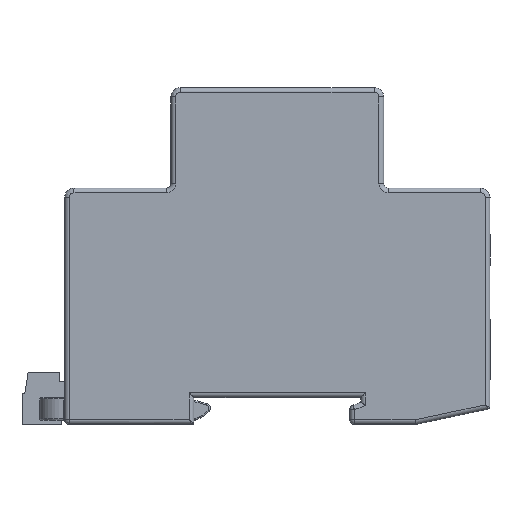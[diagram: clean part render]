
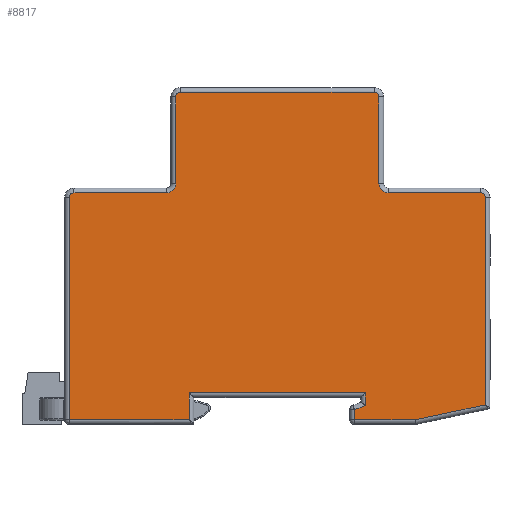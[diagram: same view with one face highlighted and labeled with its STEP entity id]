
A CAD part, front view. The second image highlights one B-rep face of the part: STEP entity #8817.
In plain terms, the highlighted planar face has unit normal (0, -1, 0).
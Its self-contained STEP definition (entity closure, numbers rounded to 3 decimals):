
#3723=CARTESIAN_POINT('',(-18.65,-53.85,-4.7));
#3747=DIRECTION('',(0.,0.,1.));
#3748=VECTOR('',#3747,47.);
#3749=CARTESIAN_POINT('',(-44.,-53.85,-4.7));
#3750=LINE('',#3749,#3748);
#3754=CARTESIAN_POINT('',(-43.,-53.85,42.3));
#3755=DIRECTION('',(0.,1.,0.));
#3756=DIRECTION('',(-1.,0.,0.));
#3757=AXIS2_PLACEMENT_3D('',#3754,#3755,#3756);
#3762=CARTESIAN_POINT('',(-23.5,-53.85,45.3));
#3763=DIRECTION('',(0.,-1.,0.));
#3764=DIRECTION('',(0.,0.,-1.));
#3765=AXIS2_PLACEMENT_3D('',#3762,#3763,#3764);
#3770=CARTESIAN_POINT('',(-20.5,-53.85,
63.582));
#3771=DIRECTION('',(0.,1.,0.));
#3772=DIRECTION('',(-1.,0.,0.));
#3773=AXIS2_PLACEMENT_3D('',#3770,#3771,#3772);
#3778=CARTESIAN_POINT('',(20.5,-53.85,63.582));
#3779=DIRECTION('',(0.,1.,0.));
#3780=DIRECTION('',(0.,0.,1.));
#3781=AXIS2_PLACEMENT_3D('',#3778,#3779,#3780);
#3786=CARTESIAN_POINT('',(23.5,-53.85,45.3));
#3787=DIRECTION('',(0.,-1.,0.));
#3788=DIRECTION('',(-1.,0.,0.));
#3789=AXIS2_PLACEMENT_3D('',#3786,#3787,#3788);
#3794=CARTESIAN_POINT('',(43.,-53.85,42.3));
#3795=DIRECTION('',(0.,1.,0.));
#3796=DIRECTION('',(0.,0.,1.));
#3797=AXIS2_PLACEMENT_3D('',#3794,#3795,#3796);
#3802=DIRECTION('',(0.,0.,-1.));
#3803=VECTOR('',#3802,43.853);
#3804=CARTESIAN_POINT('',(44.,-53.85,42.3));
#3805=LINE('',#3804,#3803);
#3809=DIRECTION('',(-0.978,0.,-0.208));
#3810=VECTOR('',#3809,15.136);
#3811=CARTESIAN_POINT('',(44.,-53.85,
-1.553));
#3812=LINE('',#3811,#3810);
#3816=DIRECTION('',(0.931,0.,0.364));
#3817=VECTOR('',#3816,2.47);
#3818=CARTESIAN_POINT('',(16.35,-53.85,-2.583));
#3819=LINE('',#3818,#3817);
#3823=DIRECTION('',(0.,0.,-1.));
#3824=VECTOR('',#3823,5.7);
#3825=CARTESIAN_POINT('',(-18.65,-53.85,1.));
#3826=LINE('',#3825,#3824);
#3830=DIRECTION('',(-1.,0.,0.));
#3831=VECTOR('',#3830,25.35);
#3832=CARTESIAN_POINT('',(-18.65,-53.85,-4.7));
#3833=LINE('',#3832,#3831);
#3869=DIRECTION('',(-1.,0.,0.));
#3870=VECTOR('',#3869,19.5);
#3871=CARTESIAN_POINT('',(-23.5,-53.85,43.3));
#3872=LINE('',#3871,#3870);
#3907=DIRECTION('',(0.,0.,-1.));
#3908=VECTOR('',#3907,18.282);
#3909=CARTESIAN_POINT('',(-21.5,-53.85,63.582));
#3910=LINE('',#3909,#3908);
#3945=DIRECTION('',(-1.,0.,0.));
#3946=VECTOR('',#3945,41.);
#3947=CARTESIAN_POINT('',(20.5,-53.85,64.582));
#3948=LINE('',#3947,#3946);
#3983=DIRECTION('',(0.,0.,1.));
#3984=VECTOR('',#3983,18.282);
#3985=CARTESIAN_POINT('',(21.5,-53.85,45.3));
#3986=LINE('',#3985,#3984);
#4021=DIRECTION('',(-1.,0.,0.));
#4022=VECTOR('',#4021,19.5);
#4023=CARTESIAN_POINT('',(43.,-53.85,43.3));
#4024=LINE('',#4023,#4022);
#4111=DIRECTION('',(1.,0.,0.));
#4112=VECTOR('',#4111,12.845);
#4113=CARTESIAN_POINT('',(16.35,-53.85,-4.7));
#4114=LINE('',#4113,#4112);
#4161=DIRECTION('',(0.,0.,-1.));
#4162=VECTOR('',#4161,2.117);
#4163=CARTESIAN_POINT('',(16.35,-53.85,-2.583));
#4164=LINE('',#4163,#4162);
#4226=DIRECTION('',(0.,0.,-1.));
#4227=VECTOR('',#4226,2.683);
#4228=CARTESIAN_POINT('',(18.65,-53.85,1.));
#4229=LINE('',#4228,#4227);
#4245=DIRECTION('',(1.,0.,0.));
#4246=VECTOR('',#4245,37.3);
#4247=CARTESIAN_POINT('',(-18.65,-53.85,1.));
#4248=LINE('',#4247,#4246);
#5388=CARTESIAN_POINT('',(-44.,-53.85,42.3));
#5390=VERTEX_POINT('',#5388);
#5394=CARTESIAN_POINT('',(-43.,-53.85,43.3));
#5395=VERTEX_POINT('',#5394);
#5434=VERTEX_POINT('',#3723);
#5435=CARTESIAN_POINT('',(16.35,-53.85,-2.583));
#5436=CARTESIAN_POINT('',(16.35,-53.85,-4.7));
#5437=VERTEX_POINT('',#5435);
#5438=VERTEX_POINT('',#5436);
#5439=CARTESIAN_POINT('',(18.65,-53.85,-1.683));
#5440=VERTEX_POINT('',#5439);
#5441=CARTESIAN_POINT('',(18.65,-53.85,1.));
#5442=VERTEX_POINT('',#5441);
#5443=CARTESIAN_POINT('',(-18.65,-53.85,1.));
#5444=VERTEX_POINT('',#5443);
#5445=CARTESIAN_POINT('',(-23.5,-53.85,43.3));
#5446=VERTEX_POINT('',#5445);
#5447=CARTESIAN_POINT('',(-21.5,-53.85,45.3));
#5448=VERTEX_POINT('',#5447);
#5449=CARTESIAN_POINT('',(-21.5,-53.85,63.582));
#5450=VERTEX_POINT('',#5449);
#5451=CARTESIAN_POINT('',(-20.5,-53.85,64.582));
#5452=VERTEX_POINT('',#5451);
#5453=CARTESIAN_POINT('',(20.5,-53.85,64.582));
#5454=VERTEX_POINT('',#5453);
#5455=CARTESIAN_POINT('',(21.5,-53.85,63.582));
#5456=VERTEX_POINT('',#5455);
#5457=CARTESIAN_POINT('',(21.5,-53.85,45.3));
#5458=VERTEX_POINT('',#5457);
#5459=CARTESIAN_POINT('',(23.5,-53.85,43.3));
#5460=VERTEX_POINT('',#5459);
#5461=CARTESIAN_POINT('',(43.,-53.85,43.3));
#5462=VERTEX_POINT('',#5461);
#5463=CARTESIAN_POINT('',(44.,-53.85,42.3));
#5464=VERTEX_POINT('',#5463);
#5465=CARTESIAN_POINT('',(44.,-53.85,
-1.553));
#5466=VERTEX_POINT('',#5465);
#5467=CARTESIAN_POINT('',(29.195,-53.85,-4.7));
#5468=VERTEX_POINT('',#5467);
#5531=CARTESIAN_POINT('',(-44.,-53.85,-4.7));
#5533=VERTEX_POINT('',#5531);
#8769=CARTESIAN_POINT('',(0.,-53.85,0.));
#8770=DIRECTION('',(0.,1.,0.));
#8771=DIRECTION('',(-1.,0.,0.));
#8772=AXIS2_PLACEMENT_3D('',#8769,#8770,#8771);
#8773=PLANE('',#8772);
#8775=ORIENTED_EDGE('',*,*,#8774,.T.);
#8777=ORIENTED_EDGE('',*,*,#8776,.T.);
#8779=ORIENTED_EDGE('',*,*,#8778,.F.);
#8781=ORIENTED_EDGE('',*,*,#8780,.T.);
#8783=ORIENTED_EDGE('',*,*,#8782,.F.);
#8785=ORIENTED_EDGE('',*,*,#8784,.T.);
#8787=ORIENTED_EDGE('',*,*,#8786,.F.);
#8789=ORIENTED_EDGE('',*,*,#8788,.T.);
#8791=ORIENTED_EDGE('',*,*,#8790,.F.);
#8793=ORIENTED_EDGE('',*,*,#8792,.T.);
#8795=ORIENTED_EDGE('',*,*,#8794,.F.);
#8797=ORIENTED_EDGE('',*,*,#8796,.T.);
#8799=ORIENTED_EDGE('',*,*,#8798,.T.);
#8801=ORIENTED_EDGE('',*,*,#8800,.T.);
#8803=ORIENTED_EDGE('',*,*,#8802,.F.);
#8805=ORIENTED_EDGE('',*,*,#8804,.F.);
#8807=ORIENTED_EDGE('',*,*,#8806,.T.);
#8809=ORIENTED_EDGE('',*,*,#8808,.F.);
#8811=ORIENTED_EDGE('',*,*,#8810,.F.);
#8813=ORIENTED_EDGE('',*,*,#8812,.T.);
#8814=ORIENTED_EDGE('',*,*,#8761,.T.);
#8815=EDGE_LOOP('',(#8775,#8777,#8779,#8781,#8783,#8785,#8787,#8789,#8791,#8793,
#8795,#8797,#8799,#8801,#8803,#8805,#8807,#8809,#8811,#8813,#8814));
#8816=FACE_OUTER_BOUND('',#8815,.F.);
#3758=CIRCLE('',#3757,1.);
#3766=CIRCLE('',#3765,2.);
#3774=CIRCLE('',#3773,1.);
#3782=CIRCLE('',#3781,1.);
#3790=CIRCLE('',#3789,2.);
#3798=CIRCLE('',#3797,1.);
#8761=EDGE_CURVE('',#5434,#5533,#3833,.T.);
#8774=EDGE_CURVE('',#5533,#5390,#3750,.T.);
#8776=EDGE_CURVE('',#5390,#5395,#3758,.T.);
#8778=EDGE_CURVE('',#5446,#5395,#3872,.T.);
#8780=EDGE_CURVE('',#5446,#5448,#3766,.T.);
#8782=EDGE_CURVE('',#5450,#5448,#3910,.T.);
#8784=EDGE_CURVE('',#5450,#5452,#3774,.T.);
#8786=EDGE_CURVE('',#5454,#5452,#3948,.T.);
#8788=EDGE_CURVE('',#5454,#5456,#3782,.T.);
#8790=EDGE_CURVE('',#5458,#5456,#3986,.T.);
#8792=EDGE_CURVE('',#5458,#5460,#3790,.T.);
#8794=EDGE_CURVE('',#5462,#5460,#4024,.T.);
#8796=EDGE_CURVE('',#5462,#5464,#3798,.T.);
#8798=EDGE_CURVE('',#5464,#5466,#3805,.T.);
#8800=EDGE_CURVE('',#5466,#5468,#3812,.T.);
#8802=EDGE_CURVE('',#5438,#5468,#4114,.T.);
#8804=EDGE_CURVE('',#5437,#5438,#4164,.T.);
#8806=EDGE_CURVE('',#5437,#5440,#3819,.T.);
#8808=EDGE_CURVE('',#5442,#5440,#4229,.T.);
#8810=EDGE_CURVE('',#5444,#5442,#4248,.T.);
#8812=EDGE_CURVE('',#5444,#5434,#3826,.T.);
#8817=ADVANCED_FACE('',(#8816),#8773,.F.);
